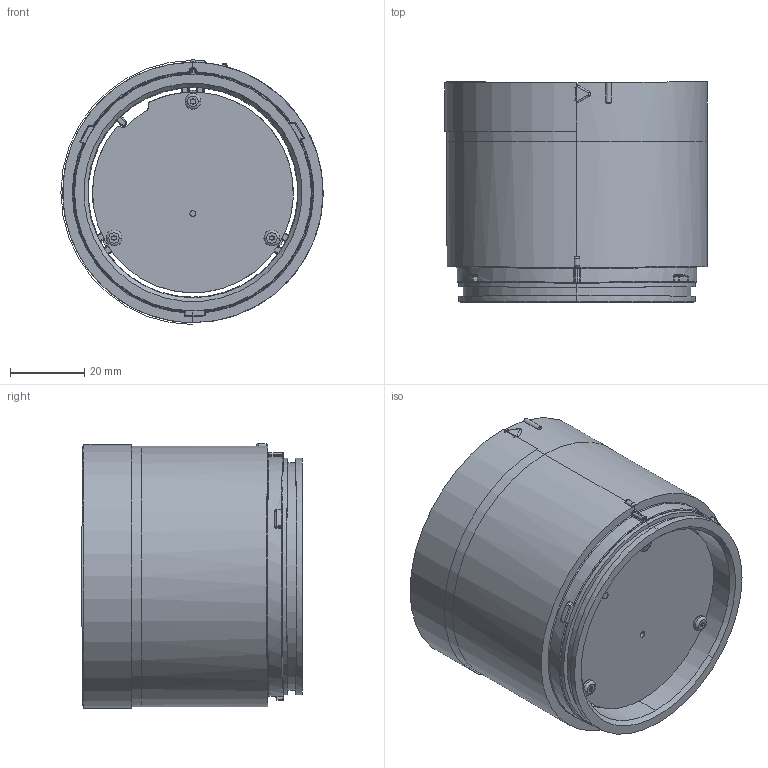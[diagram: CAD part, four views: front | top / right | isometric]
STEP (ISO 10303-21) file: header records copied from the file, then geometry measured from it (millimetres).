
FILE_DESCRIPTION((''),'2;1');
FILE_NAME('180991_ASM','2014-09-05T',('pdmadmin'),(''),'PRO/ENGINEER BY PARAMETRIC TECHNOLOGY CORPORATION, 2013230','PRO/ENGINEER BY PARAMETRIC TECHNOLOGY CORPORATION, 2013230','');
FILE_SCHEMA(('CONFIG_CONTROL_DESIGN'));
Length unit declared in the file: millimetre
Products named in the file (6): 183492; 183493; 177951; 177973; 140249; 180991_ASM
Assembly tree (10 placements, depth 2):
  180991_ASM
    183492
    183493
    177951
    177973
    140249  x6
Bounding box: 70.5 x 59.21 x 71.25 mm (x, y, z)
Volume: 53551.2 mm3; surface area: 44145.3 mm2
Topology: 10 solids, 17 shells, 1653 faces, 5707 edges, 3912 vertices
Faces by surface type: cylinder 659, bspline 631, plane 169, torus 89, cone 72, sphere 33
Entity records: 41916 total; most frequent: CARTESIAN_POINT 23858, ORIENTED_EDGE 4039, DIRECTION 3053, EDGE_CURVE 2237, VERTEX_POINT 1412, AXIS2_PLACEMENT_3D 1255, B_SPLINE_CURVE_WITH_KNOTS 996, EDGE_LOOP 851
